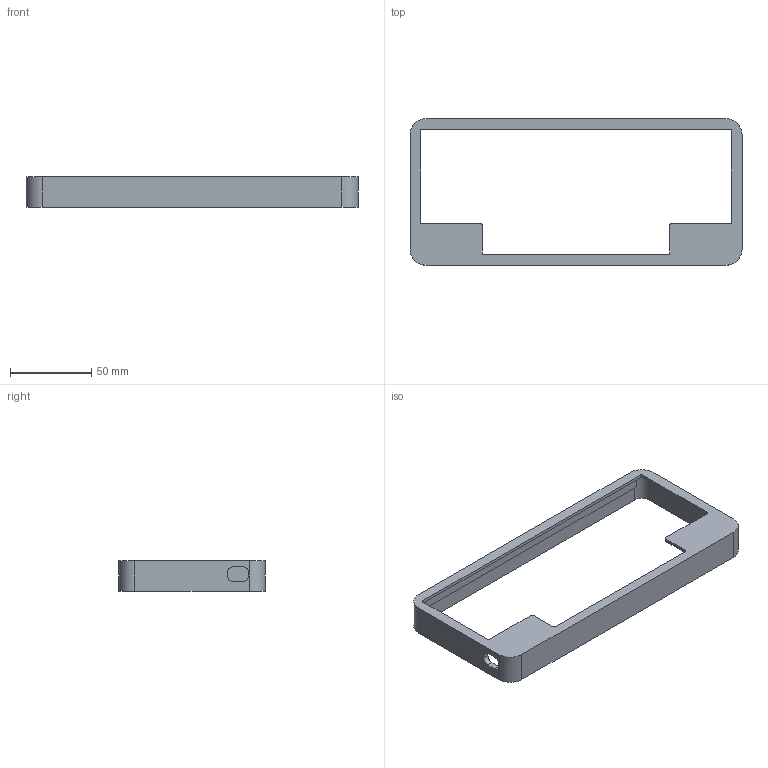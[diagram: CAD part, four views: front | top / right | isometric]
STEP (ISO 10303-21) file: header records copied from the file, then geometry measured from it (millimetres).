
FILE_DESCRIPTION(/* description */ (''),/* implementation_level */ '2;1');
FILE_NAME(/* name */ 'FrictionFitTop-NoChamfer.step',/* time_stamp */ '2022-03-19T23:31:16-05:00',/* author */ (''),/* organization */ (''),/* preprocessor_version */ 'ST-DEVELOPER v18.1',/* originating_system */ 'Autodesk Translation Framework v10.13.0.1454',/* authorisation */ '');
FILE_SCHEMA (('AUTOMOTIVE_DESIGN { 1 0 10303 214 3 1 1 }'));
Length unit declared in the file: millimetre
Products named in the file (1): free willy top
Bounding box: 204.55 x 90.25 x 18.9 mm (x, y, z)
Volume: 50238.1 mm3; surface area: 31210.5 mm2
Topology: 1 solids, 1 shells, 59 faces, 169 edges, 112 vertices
Faces by surface type: plane 39, cylinder 20
Entity records: 1970 total; most frequent: CARTESIAN_POINT 341, ORIENTED_EDGE 338, DIRECTION 331, EDGE_CURVE 169, LINE 127, VECTOR 127, VERTEX_POINT 112, AXIS2_PLACEMENT_3D 102
